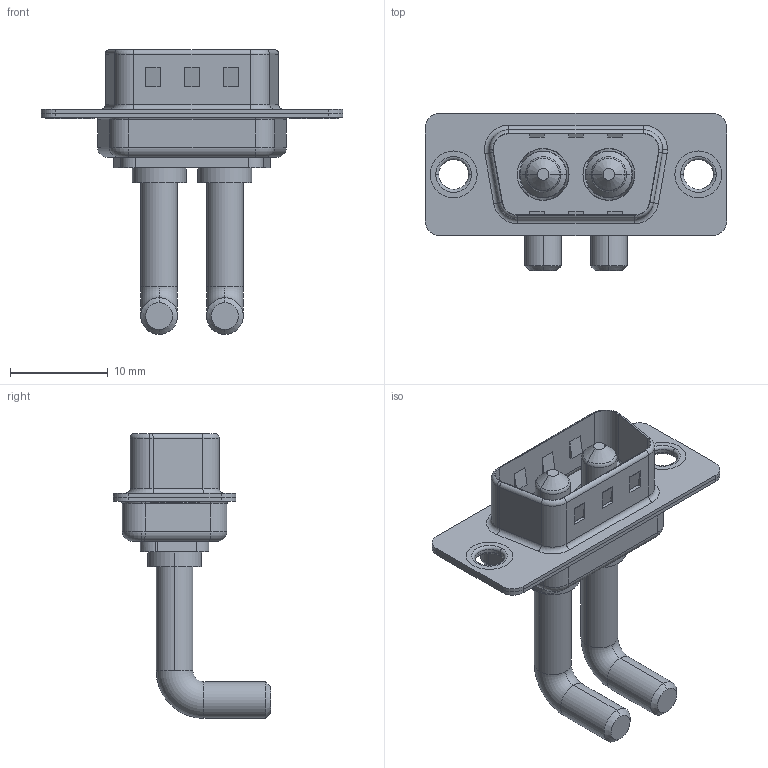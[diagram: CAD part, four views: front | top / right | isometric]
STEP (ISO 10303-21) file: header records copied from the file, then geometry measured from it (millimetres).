
FILE_DESCRIPTION (( 'STEP AP203' ), '1' );
FILE_NAME ('629-2W2-650-4T1.STEP', '2022-05-04T03:24:31', ( '' ), ( '' ), 'SwSTEP 2.0', 'SolidWorks 2020', '' );
FILE_SCHEMA (( 'CONFIG_CONTROL_DESIGN' ));
Length unit declared in the file: millimetre
Products named in the file (6): 629Combo Housing_2W2; Power Pin_Ext 40A RA; 629Combo Thru Hole Rivet; 629Combo Shell Front_09 Contacts; 629Combo Shell Rear_09 Contacts; 629-2W2-650-4T1
Assembly tree (7 placements, depth 2):
  629-2W2-650-4T1
    629Combo Housing_2W2
    629Combo Shell Rear_09 Contacts
    629Combo Shell Front_09 Contacts
    629Combo Thru Hole Rivet  x2
    Power Pin_Ext 40A RA  x2
Bounding box: 30.8 x 16.05 x 29.11 mm (x, y, z)
Volume: 1812.1 mm3; surface area: 3885.8 mm2
Topology: 9 solids, 9 shells, 364 faces, 859 edges, 530 vertices
Faces by surface type: cylinder 155, plane 127, torus 66, cone 14, bspline 2
Entity records: 9740 total; most frequent: DIRECTION 1688, CARTESIAN_POINT 1618, ORIENTED_EDGE 1474, EDGE_CURVE 737, AXIS2_PLACEMENT_3D 655, VERTEX_POINT 458, LINE 378, VECTOR 378
